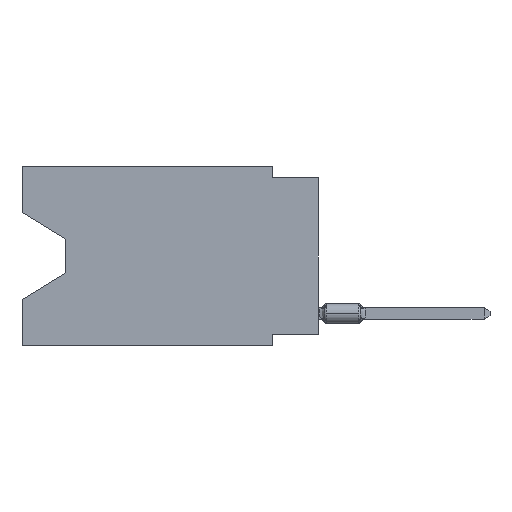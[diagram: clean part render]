
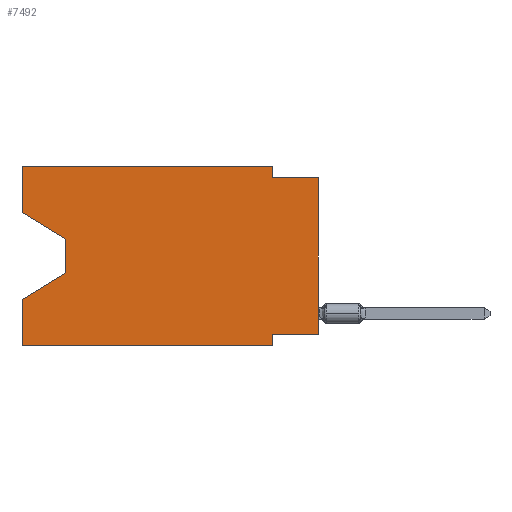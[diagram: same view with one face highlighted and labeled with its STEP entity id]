
A CAD part, left-side view. The second image highlights one B-rep face of the part: STEP entity #7492.
In plain terms, the highlighted planar face has unit normal (-1, 0, 0).
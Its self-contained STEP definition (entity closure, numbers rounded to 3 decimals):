
#593 = LINE ( 'NONE', #7915, #13093 ) ;
#661 = DIRECTION ( 'NONE',  ( 0., -1., 0. ) ) ;
#703 = EDGE_CURVE ( 'NONE', #3575, #20053, #10490, .T. ) ;
#724 = ORIENTED_EDGE ( 'NONE', *, *, #19634, .T. ) ;
#1374 = VECTOR ( 'NONE', #7676, 1000. ) ;
#1515 = CARTESIAN_POINT ( 'NONE',  ( 0., 0., -0.635 ) ) ;
#1623 = CARTESIAN_POINT ( 'NONE',  ( 0., 13.97, -4.013 ) ) ;
#1648 = DIRECTION ( 'NONE',  ( 0., -1., 0. ) ) ;
#1677 = VERTEX_POINT ( 'NONE', #17102 ) ;
#2328 = EDGE_CURVE ( 'NONE', #6614, #20451, #15345, .T. ) ;
#2611 = DIRECTION ( 'NONE',  ( 0., 0., 1. ) ) ;
#2946 = VERTEX_POINT ( 'NONE', #19938 ) ;
#3572 = CARTESIAN_POINT ( 'NONE',  ( 0., 2.54, 0. ) ) ;
#3575 = VERTEX_POINT ( 'NONE', #17793 ) ;
#3593 = FACE_OUTER_BOUND ( 'NONE', #14784, .T. ) ;
#3595 = DIRECTION ( 'NONE',  ( 0., 0., -1. ) ) ;
#3620 = VERTEX_POINT ( 'NONE', #14792 ) ;
#3952 = CARTESIAN_POINT ( 'NONE',  ( 0., 0., -9.271 ) ) ;
#4182 = CARTESIAN_POINT ( 'NONE',  ( 0., 0., -0.635 ) ) ;
#4195 = DIRECTION ( 'NONE',  ( 0., 1., 0. ) ) ;
#4548 = DIRECTION ( 'NONE',  ( 0., -0.855, -0.519 ) ) ;
#4657 = LINE ( 'NONE', #11988, #9536 ) ;
#5062 = CARTESIAN_POINT ( 'NONE',  ( 0., 2.54, -9.906 ) ) ;
#5237 = DIRECTION ( 'NONE',  ( 0., 0., -1. ) ) ;
#5408 = LINE ( 'NONE', #7811, #1374 ) ;
#5512 = VECTOR ( 'NONE', #1648, 1000. ) ;
#5625 = LINE ( 'NONE', #23521, #18475 ) ;
#5697 = VECTOR ( 'NONE', #15987, 1000. ) ;
#5811 = CARTESIAN_POINT ( 'NONE',  ( 0., 2.54, 0. ) ) ;
#6614 = VERTEX_POINT ( 'NONE', #3952 ) ;
#6667 = CARTESIAN_POINT ( 'NONE',  ( 0., 16.383, -2.546 ) ) ;
#6799 = EDGE_CURVE ( 'NONE', #14283, #3620, #4657, .T. ) ;
#6942 = ORIENTED_EDGE ( 'NONE', *, *, #7207, .T. ) ;
#7207 = EDGE_CURVE ( 'NONE', #22466, #20053, #5408, .T. ) ;
#7292 = PLANE ( 'NONE',  #17126 ) ;
#7492 = ADVANCED_FACE ( 'NONE', ( #3593 ), #7292, .F. ) ;
#7676 = DIRECTION ( 'NONE',  ( 0., 0.855, -0.519 ) ) ;
#7751 = CARTESIAN_POINT ( 'NONE',  ( 0., 16.383, -9.906 ) ) ;
#7811 = CARTESIAN_POINT ( 'NONE',  ( 0., 13.97, -5.893 ) ) ;
#7915 = CARTESIAN_POINT ( 'NONE',  ( 0., 0., -9.271 ) ) ;
#8390 = ORIENTED_EDGE ( 'NONE', *, *, #16404, .F. ) ;
#8530 = VERTEX_POINT ( 'NONE', #12782 ) ;
#8902 = EDGE_CURVE ( 'NONE', #3575, #1677, #17115, .T. ) ;
#8916 = VECTOR ( 'NONE', #22508, 1000. ) ;
#9361 = EDGE_CURVE ( 'NONE', #22010, #2946, #22754, .T. ) ;
#9425 = ORIENTED_EDGE ( 'NONE', *, *, #11144, .F. ) ;
#9536 = VECTOR ( 'NONE', #4548, 1000. ) ;
#9878 = ORIENTED_EDGE ( 'NONE', *, *, #23283, .F. ) ;
#10454 = ORIENTED_EDGE ( 'NONE', *, *, #6799, .T. ) ;
#10490 = LINE ( 'NONE', #17804, #5697 ) ;
#11144 = EDGE_CURVE ( 'NONE', #6614, #8530, #593, .T. ) ;
#11273 = CARTESIAN_POINT ( 'NONE',  ( 0., 16.383, 0. ) ) ;
#11457 = EDGE_CURVE ( 'NONE', #14283, #23414, #5625, .T. ) ;
#11988 = CARTESIAN_POINT ( 'NONE',  ( 0., 16.383, -2.546 ) ) ;
#12041 = ORIENTED_EDGE ( 'NONE', *, *, #8902, .T. ) ;
#12374 = VECTOR ( 'NONE', #661, 1000. ) ;
#12782 = CARTESIAN_POINT ( 'NONE',  ( 0., 2.54, -9.271 ) ) ;
#12946 = DIRECTION ( 'NONE',  ( 0., 0., 1. ) ) ;
#12960 = ORIENTED_EDGE ( 'NONE', *, *, #14470, .F. ) ;
#13093 = VECTOR ( 'NONE', #4195, 1000. ) ;
#14250 = VECTOR ( 'NONE', #3595, 1000. ) ;
#14283 = VERTEX_POINT ( 'NONE', #6667 ) ;
#14401 = DIRECTION ( 'NONE',  ( 0., 0., -1. ) ) ;
#14470 = EDGE_CURVE ( 'NONE', #23414, #22010, #22163, .T. ) ;
#14784 = EDGE_LOOP ( 'NONE', ( #10454, #724, #6942, #18787, #12041, #8390, #9425, #22580, #9878, #21179, #12960, #22435 ) ) ;
#14792 = CARTESIAN_POINT ( 'NONE',  ( 0., 13.97, -4.013 ) ) ;
#15345 = LINE ( 'NONE', #20755, #16826 ) ;
#15498 = VECTOR ( 'NONE', #5237, 1000. ) ;
#15987 = DIRECTION ( 'NONE',  ( 0., 0., 1. ) ) ;
#16404 = EDGE_CURVE ( 'NONE', #8530, #1677, #21378, .T. ) ;
#16505 = DIRECTION ( 'NONE',  ( 0., -1., 0. ) ) ;
#16826 = VECTOR ( 'NONE', #2611, 1000. ) ;
#17102 = CARTESIAN_POINT ( 'NONE',  ( 0., 2.54, -9.906 ) ) ;
#17115 = LINE ( 'NONE', #7751, #12374 ) ;
#17126 = AXIS2_PLACEMENT_3D ( 'NONE', #21356, #21467, #14401 ) ;
#17793 = CARTESIAN_POINT ( 'NONE',  ( 0., 16.383, -9.906 ) ) ;
#17804 = CARTESIAN_POINT ( 'NONE',  ( 0., 16.383, 0. ) ) ;
#18475 = VECTOR ( 'NONE', #12946, 1000. ) ;
#18787 = ORIENTED_EDGE ( 'NONE', *, *, #703, .F. ) ;
#19230 = VECTOR ( 'NONE', #16505, 1000. ) ;
#19634 = EDGE_CURVE ( 'NONE', #3620, #22466, #21688, .T. ) ;
#19938 = CARTESIAN_POINT ( 'NONE',  ( 0., 2.54, -0.635 ) ) ;
#20053 = VERTEX_POINT ( 'NONE', #22841 ) ;
#20451 = VERTEX_POINT ( 'NONE', #4182 ) ;
#20755 = CARTESIAN_POINT ( 'NONE',  ( 0., 0., 0. ) ) ;
#20813 = CARTESIAN_POINT ( 'NONE',  ( 0., 16.383, 0. ) ) ;
#21179 = ORIENTED_EDGE ( 'NONE', *, *, #9361, .F. ) ;
#21356 = CARTESIAN_POINT ( 'NONE',  ( 0., 16.383, 0. ) ) ;
#21378 = LINE ( 'NONE', #5062, #14250 ) ;
#21467 = DIRECTION ( 'NONE',  ( 1., 0., 0. ) ) ;
#21688 = LINE ( 'NONE', #1623, #15498 ) ;
#21711 = LINE ( 'NONE', #1515, #5512 ) ;
#22010 = VERTEX_POINT ( 'NONE', #3572 ) ;
#22163 = LINE ( 'NONE', #20813, #19230 ) ;
#22435 = ORIENTED_EDGE ( 'NONE', *, *, #11457, .F. ) ;
#22466 = VERTEX_POINT ( 'NONE', #23005 ) ;
#22508 = DIRECTION ( 'NONE',  ( 0., 0., -1. ) ) ;
#22580 = ORIENTED_EDGE ( 'NONE', *, *, #2328, .T. ) ;
#22754 = LINE ( 'NONE', #5811, #8916 ) ;
#22841 = CARTESIAN_POINT ( 'NONE',  ( 0., 16.383, -7.36 ) ) ;
#23005 = CARTESIAN_POINT ( 'NONE',  ( 0., 13.97, -5.893 ) ) ;
#23283 = EDGE_CURVE ( 'NONE', #2946, #20451, #21711, .T. ) ;
#23414 = VERTEX_POINT ( 'NONE', #11273 ) ;
#23521 = CARTESIAN_POINT ( 'NONE',  ( 0., 16.383, 0. ) ) ;
